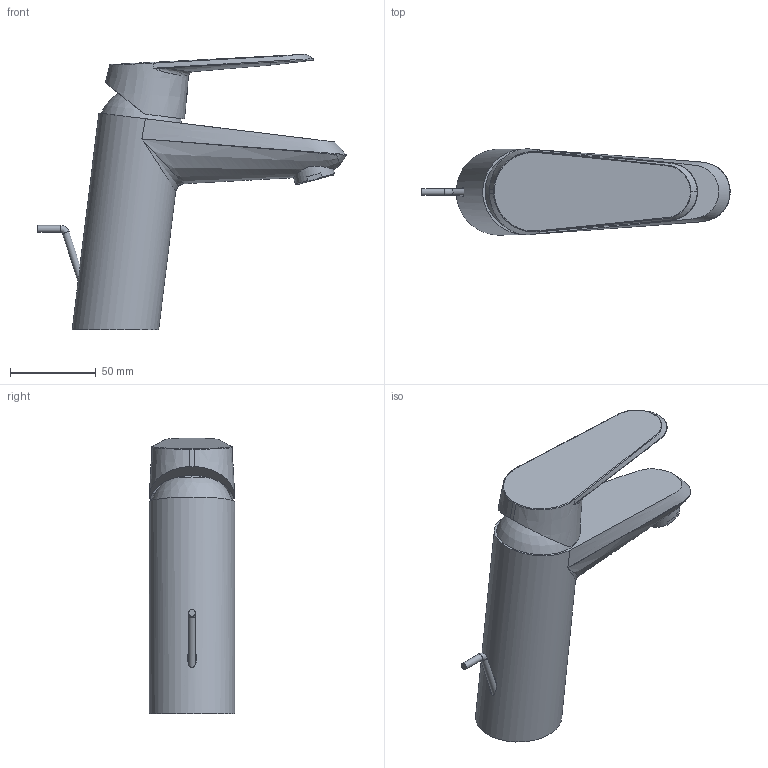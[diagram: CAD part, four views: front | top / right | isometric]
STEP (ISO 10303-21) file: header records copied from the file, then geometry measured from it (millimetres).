
FILE_DESCRIPTION(/* description */ ('Unknown'),/* implementation_level */ '2;1');
FILE_NAME(/* name */ '33190002',/* time_stamp */ '2022-09-07T16:27:33+02:00',/* author */ ('Unknown'),/* organization */ ('GROHE AG'),/* preprocessor_version */ 'ST-DEVELOPER v16.7',/* originating_system */ 'DEX',/* authorisation */ $);
FILE_SCHEMA (('AUTOMOTIVE_DESIGN {1 0 10303 214 3 1 1}'));
Length unit declared in the file: millimetre
Products named in the file (3): 33190002; id11; 1
Assembly tree (2 placements, depth 2):
  33190002
    id11
    1
Bounding box: 179.4 x 49.94 x 160.31 mm (x, y, z)
Surface area: 54230.6 mm2 (no closed solid volume)
Topology: 0 solids, 7 shells, 79 faces, 227 edges, 148 vertices
Faces by surface type: bspline 34, plane 20, cylinder 18, cone 4, sphere 2, torus 1
Full cylindrical faces by diameter (mm): 4 x2, 5.2 x1, 6.9 x1, 22.4 x1, 23.6 x1, 24.5 x1, 50 x1
Entity records: 11113 total; most frequent: CARTESIAN_POINT 9415, ORIENTED_EDGE 338, DIRECTION 246, EDGE_CURVE 199, VERTEX_POINT 141, AXIS2_PLACEMENT_3D 107, EDGE_LOOP 95, FACE_BOUND 95
